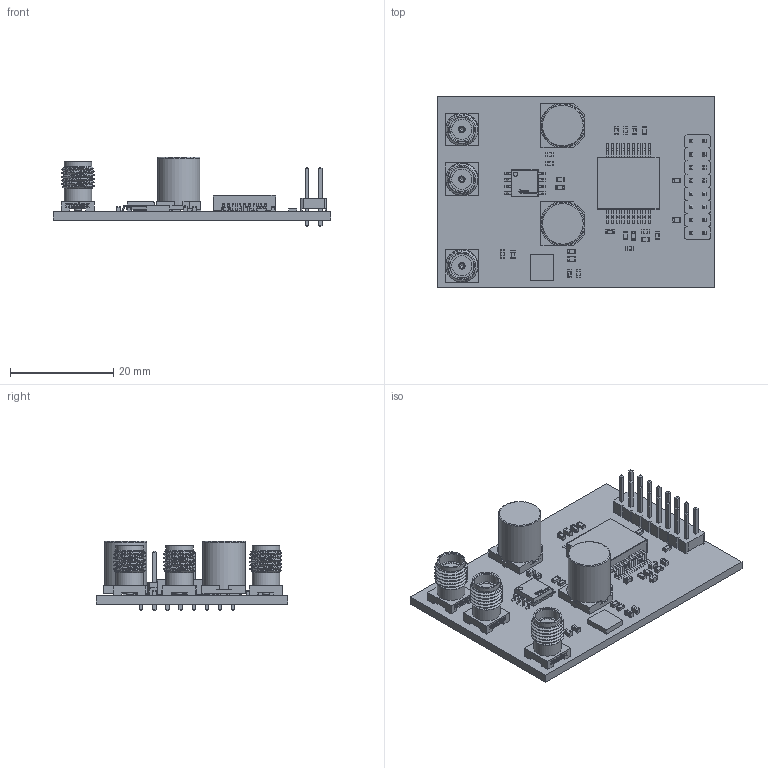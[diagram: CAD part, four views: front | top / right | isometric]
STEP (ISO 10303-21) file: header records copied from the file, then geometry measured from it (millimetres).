
FILE_DESCRIPTION(('Open CASCADE Model'),'2;1');
FILE_NAME('Open CASCADE Shape Model','2024-12-19T16:31:50',('Author'),( 'Open CASCADE'),'Open CASCADE STEP processor 7.5','Open CASCADE 7.5' ,'Unknown');
FILE_SCHEMA(('AUTOMOTIVE_DESIGN { 1 0 10303 214 1 1 1 1 }'));
Length unit declared in the file: millimetre
Products named in the file (64): PCB; Board; Open CASCADE STEP translator 7.5 1.1.1; R2; ERJ-PB3D2701V; R1; U3; IC_Texas_Instruments_AMC1203BPSA_eec; IC_BODY; circle; IC_LEG; IC_LEG_MIR8; Texas Instruments; U2; 6466341616; Extruded; U1; 3DD; Body; Open CASCADE STEP translator 6.8 1.1.1; Leader; R11; R10; R9; R8; R7; R5; R4; R3; J4; 61301621121; 6130xx21121_PIN; J3; Conn_Molex_73251-1350_eec; body; isolator; Molex; J2; J1; C19 ...
Assembly tree (136 placements, depth 5):
  PCB
    Board
      Open CASCADE STEP translator 7.5 1.1.1
    R2
      ERJ-PB3D2701V
    R1
      ERJ-PB3D2701V
    U3
      IC_Texas_Instruments_AMC1203BPSA_eec
        IC_BODY
        circle
        IC_LEG  x4
        IC_LEG_MIR8  x4
        Texas Instruments
    U2
      6466341616
        Extruded
    U1
      3DD
        Body
          Open CASCADE STEP translator 6.8 1.1.1
        Leader  x18
    R11
      ERJ-PB3D2701V
    R10
      ERJ-PB3D2701V
    R9
      ERJ-PB3D2701V
    R8
      ERJ-PB3D2701V
    R7
      ERJ-PB3D2701V
    R5
      ERJ-PB3D2701V
    R4
      ERJ-PB3D2701V
    R3
      ERJ-PB3D2701V
    J4
      61301621121
        6130xx21121_PIN  x16
        61301621121
    J3
      Conn_Molex_73251-1350_eec
        body
        isolator
        Molex
    J2
      Conn_Molex_73251-1350_eec
        body
        isolator
        Molex
    J1
      Conn_Molex_73251-1350_eec
        body
        isolator
        Molex
    C19
      Cap_KEMET_C0603C272M5JACTU_eec
      Cap_KEMET_C0603C272M5JACTU_eec
Bounding box: 53.81 x 37.17 x 13.45 mm (x, y, z)
Volume: 5855 mm3; surface area: 9004.8 mm2
Topology: 198 solids, 198 shells, 3987 faces, 14817 edges, 15894 vertices
Faces by surface type: plane 2008, bspline 1217, cylinder 563, sphere 174, cone 21, torus 4
Full cylindrical faces by diameter (mm): 0.8 x1, 0.965 x3, 1.035 x3, 1.1 x16, 1.27 x6, 3.912 x6, 4.644 x3, 4.848 x3, 5.359 x6, 5.489 x15, 6.257 x12, 8.2 x2
Entity records: 51488 total; most frequent: CARTESIAN_POINT 18369, ORIENTED_EDGE 6394, DIRECTION 4747, EDGE_CURVE 3197, VERTEX_POINT 2086, LINE 2047, VECTOR 2047, B_SPLINE_CURVE_WITH_KNOTS 1492
